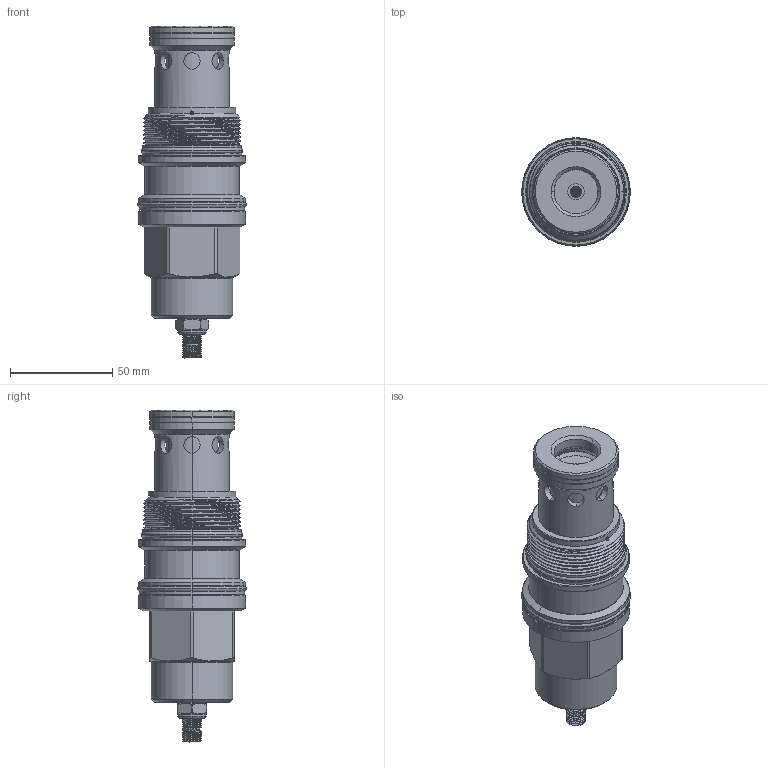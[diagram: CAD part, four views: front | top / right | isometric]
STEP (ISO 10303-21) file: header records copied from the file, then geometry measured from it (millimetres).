
FILE_DESCRIPTION (( 'STEP AP203' ), '1' );
FILE_NAME ('RV19A3G-L-85.STEP', '2020-03-25T00:15:45', ( '' ), ( '' ), 'SwSTEP 2.0', 'SolidWorks 2018', '' );
FILE_SCHEMA (( 'CONFIG_CONTROL_DESIGN' ));
Products named in the file (1): RV19A3G-L-85
Bounding box: 53.11 x 53.11 x 162.43 mm (x, y, z)
Volume: 204932.7 mm3; surface area: 36757.3 mm2
Topology: 6 solids, 8 shells, 754 faces, 2057 edges, 1302 vertices
Faces by surface type: cylinder 549, cone 67, plane 63, torus 60, bspline 9, sphere 6
Entity records: 56475 total; most frequent: CARTESIAN_POINT 38270, ORIENTED_EDGE 4110, DIRECTION 3004, EDGE_CURVE 2055, VERTEX_POINT 1302, AXIS2_PLACEMENT_3D 1171, EDGE_LOOP 1163, B_SPLINE_CURVE_WITH_KNOTS 894
